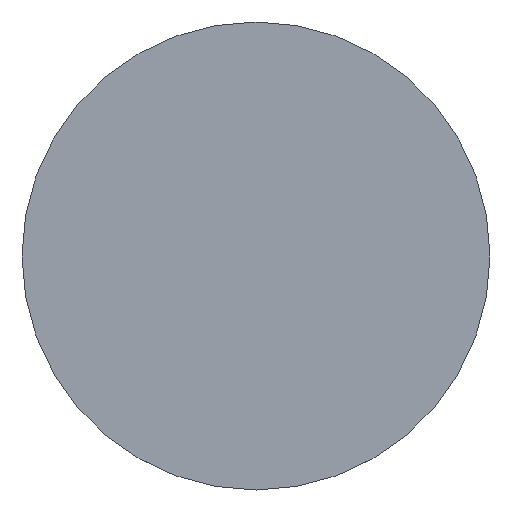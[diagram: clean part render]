
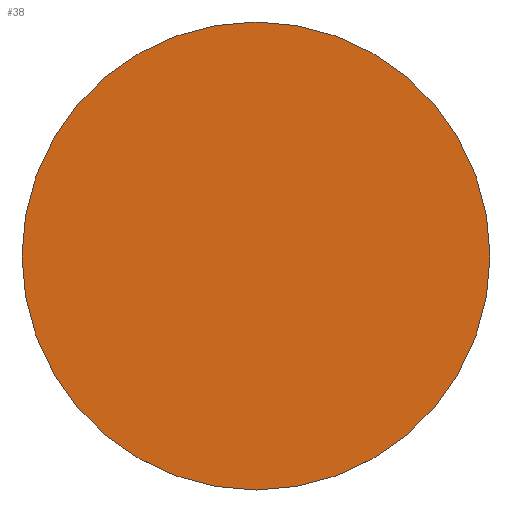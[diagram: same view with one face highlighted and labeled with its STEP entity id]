
A CAD part, top view. The second image highlights one B-rep face of the part: STEP entity #38.
In plain terms, the highlighted planar face has unit normal (0, 0, 1).
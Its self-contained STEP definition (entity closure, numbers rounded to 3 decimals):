
#16=PLANE('',#51);
#20=FACE_OUTER_BOUND('',#24,.T.);
#24=EDGE_LOOP('',(#34));
#25=CIRCLE('',#48,28.5);
#27=VERTEX_POINT('',#66);
#29=EDGE_CURVE('',#27,#27,#25,.T.);
#34=ORIENTED_EDGE('',*,*,#29,.T.);
#38=ADVANCED_FACE('',(#20),#16,.T.);
#48=AXIS2_PLACEMENT_3D('',#67,#56,#57);
#51=AXIS2_PLACEMENT_3D('',#71,#62,#63);
#56=DIRECTION('center_axis',(0.,0.,1.));
#57=DIRECTION('ref_axis',(-1.,0.,0.));
#62=DIRECTION('center_axis',(0.,0.,1.));
#63=DIRECTION('ref_axis',(1.,0.,0.));
#66=CARTESIAN_POINT('',(28.5,0.,0.5));
#67=CARTESIAN_POINT('Origin',(0.,0.,0.5));
#71=CARTESIAN_POINT('Origin',(0.,0.,
0.5));
